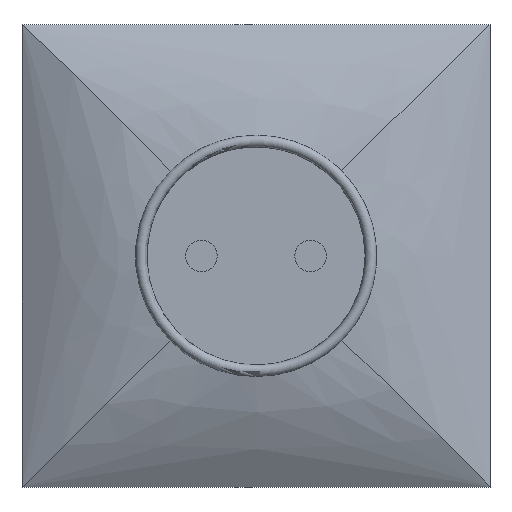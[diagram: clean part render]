
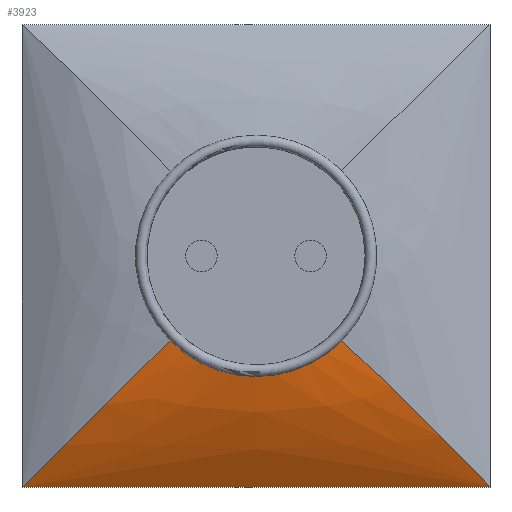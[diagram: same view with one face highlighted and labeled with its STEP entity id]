
A CAD part, top view. The second image highlights one B-rep face of the part: STEP entity #3923.
In plain terms, the highlighted free-form (B-spline) face has degree [3, 3] with [9, 4] control points.
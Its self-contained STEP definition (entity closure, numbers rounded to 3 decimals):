
#253 = CARTESIAN_POINT ( 'NONE',  ( 30.563, -40.25, 5. ) ) ;
#274 = CARTESIAN_POINT ( 'NONE',  ( -11.824, -17.52, 14. ) ) ;
#335 = LINE ( 'NONE', #2495, #3074 ) ;
#351 = EDGE_CURVE ( 'NONE', #1887, #429, #1425, .T. ) ;
#377 = EDGE_CURVE ( 'NONE', #1887, #554, #3996, .T. ) ;
#386 = EDGE_CURVE ( 'NONE', #554, #4447, #2361, .T. ) ;
#429 = VERTEX_POINT ( 'NONE', #1677 ) ;
#518 = ORIENTED_EDGE ( 'NONE', *, *, #568, .T. ) ;
#554 = VERTEX_POINT ( 'NONE', #3160 ) ;
#568 = EDGE_CURVE ( 'NONE', #4447, #429, #335, .T. ) ;
#645 = CARTESIAN_POINT ( 'NONE',  ( 23.79, -23.009, 12.635 ) ) ;
#666 = CARTESIAN_POINT ( 'NONE',  ( 10.522, -26.615, 12.635 ) ) ;
#682 = CARTESIAN_POINT ( 'NONE',  ( -23.993, -32.35, 9.608 ) ) ;
#1054 = CARTESIAN_POINT ( 'NONE',  ( 14.941, -14.757, 14. ) ) ;
#1072 = CARTESIAN_POINT ( 'NONE',  ( 16.979, -40.25, 5. ) ) ;
#1093 = CARTESIAN_POINT ( 'NONE',  ( -13.967, -15.743, 14. ) ) ;
#1378 = ORIENTED_EDGE ( 'NONE', *, *, #377, .T. ) ;
#1425 = B_SPLINE_CURVE_WITH_KNOTS ( 'NONE', 3,
 ( #3073, #3281, #3303, #3063 ),
 .UNSPECIFIED., .F., .F.,
 ( 4, 4 ),
 ( 0., 1. ),
 .UNSPECIFIED. ) ;
#1460 = CARTESIAN_POINT ( 'NONE',  ( 13.967, -15.743, 14. ) ) ;
#1478 = CARTESIAN_POINT ( 'NONE',  ( 0.246, -27.542, 12.635 ) ) ;
#1500 = CARTESIAN_POINT ( 'NONE',  ( -29.235, -31.758, 9.608 ) ) ;
#1677 = CARTESIAN_POINT ( 'NONE',  ( 40.75, -40.25, 5. ) ) ;
#1807 = CARTESIAN_POINT ( 'NONE',  ( 29.882, -31.758, 9.608 ) ) ;
#1825 = CARTESIAN_POINT ( 'NONE',  ( 0., -40.25, 5. ) ) ;
#1846 = CARTESIAN_POINT ( 'NONE',  ( -14.941, -14.757, 14. ) ) ;
#1887 = VERTEX_POINT ( 'NONE', #4395 ) ;
#2151 = CARTESIAN_POINT ( 'NONE',  ( 11.824, -17.52, 14. ) ) ;
#2161 = CARTESIAN_POINT ( 'NONE',  ( -10.031, -26.615, 12.635 ) ) ;
#2180 = CARTESIAN_POINT ( 'NONE',  ( -31.824, -31.429, 9.608 ) ) ;
#2200 = CARTESIAN_POINT ( 'NONE',  ( -40.75, -40.25, 5. ) ) ;
#2232 = CARTESIAN_POINT ( 'NONE',  ( -14.941, -14.757, 14. ) ) ;
#2322 = CARTESIAN_POINT ( 'NONE',  ( -31.824, -31.429, 9.608 ) ) ;
#2335 = DIRECTION ( 'NONE',  ( -1., 0., 0. ) ) ;
#2361 = B_SPLINE_CURVE_WITH_KNOTS ( 'NONE', 3,
 ( #2232, #2411, #2322, #2200 ),
 .UNSPECIFIED., .F., .F.,
 ( 4, 4 ),
 ( 0., 1. ),
 .UNSPECIFIED. ) ;
#2364 = DIRECTION ( 'NONE',  ( 0., 0., -1. ) ) ;
#2377 = CARTESIAN_POINT ( 'NONE',  ( 0., 0., 14. ) ) ;
#2411 = CARTESIAN_POINT ( 'NONE',  ( -23.298, -23.009, 12.635 ) ) ;
#2484 = CARTESIAN_POINT ( 'NONE',  ( 24.639, -32.35, 9.608 ) ) ;
#2495 = CARTESIAN_POINT ( 'NONE',  ( -40.75, -40.25, 5. ) ) ;
#2505 = CARTESIAN_POINT ( 'NONE',  ( -16.979, -40.25, 5. ) ) ;
#2807 = DIRECTION ( 'NONE',  ( 1., 0., 0. ) ) ;
#2829 = CARTESIAN_POINT ( 'NONE',  ( 6.925, -20.167, 14. ) ) ;
#2847 = CARTESIAN_POINT ( 'NONE',  ( -17.824, -24.851, 12.635 ) ) ;
#3063 = CARTESIAN_POINT ( 'NONE',  ( 40.75, -40.25, 5. ) ) ;
#3073 = CARTESIAN_POINT ( 'NONE',  ( 14.941, -14.757, 14. ) ) ;
#3074 = VECTOR ( 'NONE', #2807, 1000. ) ;
#3160 = CARTESIAN_POINT ( 'NONE',  ( -14.941, -14.757, 14. ) ) ;
#3177 = CARTESIAN_POINT ( 'NONE',  ( 13.951, -33.233, 9.608 ) ) ;
#3198 = CARTESIAN_POINT ( 'NONE',  ( -30.562, -40.25, 5. ) ) ;
#3281 = CARTESIAN_POINT ( 'NONE',  ( 23.79, -23.009, 12.635 ) ) ;
#3303 = CARTESIAN_POINT ( 'NONE',  ( 32.47, -31.429, 9.608 ) ) ;
#3454 = CARTESIAN_POINT ( 'NONE',  ( -40.75, -40.25, 5. ) ) ;
#3480 = FACE_OUTER_BOUND ( 'NONE', #4102, .T. ) ;
#3501 = CARTESIAN_POINT ( 'NONE',  ( 40.75, -40.25, 5. ) ) ;
#3507 = B_SPLINE_SURFACE_WITH_KNOTS ( 'NONE', 3, 3, ( 
 ( #1054, #645, #4191, #3501 ),
 ( #1460, #3860, #1807, #4203 ),
 ( #2151, #4548, #2484, #253 ),
 ( #2829, #666, #3177, #1072 ),
 ( #3520, #1478, #3873, #1825 ),
 ( #4224, #2161, #4567, #2505 ),
 ( #274, #2847, #682, #3198 ),
 ( #1093, #3540, #1500, #3891 ),
 ( #1846, #4239, #2180, #4585 ) ),
 .UNSPECIFIED., .F., .F., .F.,
 ( 4, 1, 1, 1, 1, 1, 4 ),
 ( 4, 4 ),
 ( 0., 0.125, 0.25, 0.5, 0.75, 0.875, 1. ),
 ( 0., 1. ),
 .UNSPECIFIED. ) ;
#3520 = CARTESIAN_POINT ( 'NONE',  ( 0., -21.557, 14. ) ) ;
#3540 = CARTESIAN_POINT ( 'NONE',  ( -21.517, -23.666, 12.635 ) ) ;
#3567 = ORIENTED_EDGE ( 'NONE', *, *, #386, .T. ) ;
#3725 = ORIENTED_EDGE ( 'NONE', *, *, #351, .F. ) ;
#3791 = AXIS2_PLACEMENT_3D ( 'NONE', #2377, #2364, #2335 ) ;
#3860 = CARTESIAN_POINT ( 'NONE',  ( 22.009, -23.666, 12.635 ) ) ;
#3873 = CARTESIAN_POINT ( 'NONE',  ( 0.323, -33.696, 9.608 ) ) ;
#3891 = CARTESIAN_POINT ( 'NONE',  ( -37.354, -40.25, 5. ) ) ;
#3923 = ADVANCED_FACE ( 'NONE', ( #3480 ), #3507, .T. ) ;
#3996 = CIRCLE ( 'NONE', #3791, 21. ) ;
#4102 = EDGE_LOOP ( 'NONE', ( #1378, #3567, #518, #3725 ) ) ;
#4191 = CARTESIAN_POINT ( 'NONE',  ( 32.47, -31.429, 9.608 ) ) ;
#4203 = CARTESIAN_POINT ( 'NONE',  ( 37.354, -40.25, 5. ) ) ;
#4224 = CARTESIAN_POINT ( 'NONE',  ( -6.925, -20.167, 14. ) ) ;
#4239 = CARTESIAN_POINT ( 'NONE',  ( -23.298, -23.009, 12.635 ) ) ;
#4395 = CARTESIAN_POINT ( 'NONE',  ( 14.941, -14.757, 14. ) ) ;
#4447 = VERTEX_POINT ( 'NONE', #3454 ) ;
#4548 = CARTESIAN_POINT ( 'NONE',  ( 18.316, -24.851, 12.635 ) ) ;
#4567 = CARTESIAN_POINT ( 'NONE',  ( -13.305, -33.233, 9.608 ) ) ;
#4585 = CARTESIAN_POINT ( 'NONE',  ( -40.75, -40.25, 5. ) ) ;
